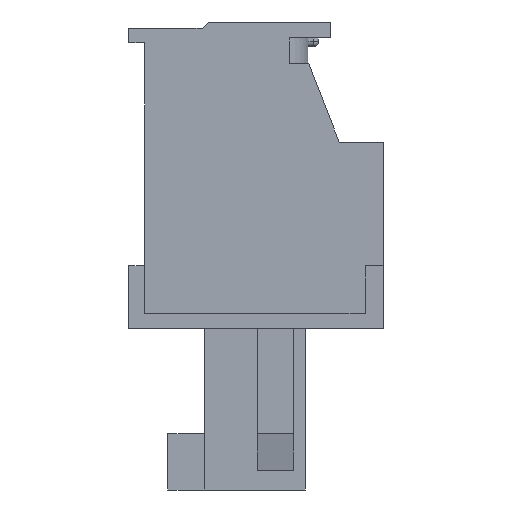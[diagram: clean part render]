
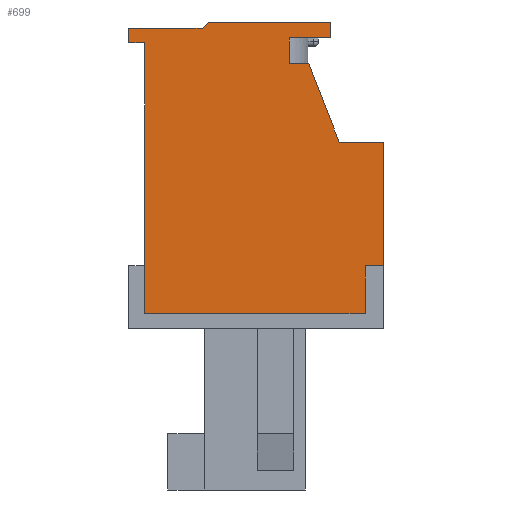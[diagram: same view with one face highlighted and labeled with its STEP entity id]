
A CAD part, left-side view. The second image highlights one B-rep face of the part: STEP entity #699.
In plain terms, the highlighted planar face has unit normal (-1, 0, 0).
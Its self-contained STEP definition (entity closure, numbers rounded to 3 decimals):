
#699 = ADVANCED_FACE( '', ( #1566 ), #1567, .T. );
#1566 = FACE_OUTER_BOUND( '', #2658, .T. );
#1567 = PLANE( '', #2659 );
#2658 = EDGE_LOOP( '', ( #4360, #4361, #4362, #4363, #4364, #4365, #4366, #4367, #4368, #4369, #4370, #4371, #4372, #4373, #4374, #4375 ) );
#2659 = AXIS2_PLACEMENT_3D( '', #4376, #4377, #4378 );
#4360 = ORIENTED_EDGE( '', *, *, #7232, .F. );
#4361 = ORIENTED_EDGE( '', *, *, #7233, .T. );
#4362 = ORIENTED_EDGE( '', *, *, #7055, .T. );
#4363 = ORIENTED_EDGE( '', *, *, #6802, .T. );
#4364 = ORIENTED_EDGE( '', *, *, #7039, .T. );
#4365 = ORIENTED_EDGE( '', *, *, #7234, .T. );
#4366 = ORIENTED_EDGE( '', *, *, #7235, .T. );
#4367 = ORIENTED_EDGE( '', *, *, #7236, .T. );
#4368 = ORIENTED_EDGE( '', *, *, #7229, .T. );
#4369 = ORIENTED_EDGE( '', *, *, #6784, .T. );
#4370 = ORIENTED_EDGE( '', *, *, #7237, .T. );
#4371 = ORIENTED_EDGE( '', *, *, #7205, .T. );
#4372 = ORIENTED_EDGE( '', *, *, #7238, .T. );
#4373 = ORIENTED_EDGE( '', *, *, #6723, .T. );
#4374 = ORIENTED_EDGE( '', *, *, #7239, .T. );
#4375 = ORIENTED_EDGE( '', *, *, #6788, .T. );
#4376 = CARTESIAN_POINT( '', ( -3.81, 0., 0. ) );
#4377 = DIRECTION( '', ( -1., 0., 0. ) );
#4378 = DIRECTION( '', ( 0., 0., 1. ) );
#6723 = EDGE_CURVE( '', #8038, #8036, #8039, .T. );
#6784 = EDGE_CURVE( '', #8150, #8148, #8151, .T. );
#6788 = EDGE_CURVE( '', #8156, #8157, #8158, .T. );
#6802 = EDGE_CURVE( '', #8180, #8181, #8182, .T. );
#7039 = EDGE_CURVE( '', #8181, #8592, #8593, .T. );
#7055 = EDGE_CURVE( '', #8620, #8180, #8621, .T. );
#7205 = EDGE_CURVE( '', #8853, #8851, #8854, .T. );
#7229 = EDGE_CURVE( '', #8891, #8150, #8892, .T. );
#7232 = EDGE_CURVE( '', #8895, #8157, #8896, .T. );
#7233 = EDGE_CURVE( '', #8895, #8620, #8897, .T. );
#7234 = EDGE_CURVE( '', #8592, #8898, #8899, .T. );
#7235 = EDGE_CURVE( '', #8898, #8900, #8901, .T. );
#7236 = EDGE_CURVE( '', #8900, #8891, #8902, .T. );
#7237 = EDGE_CURVE( '', #8148, #8853, #8903, .T. );
#7238 = EDGE_CURVE( '', #8851, #8038, #8904, .T. );
#7239 = EDGE_CURVE( '', #8036, #8156, #8905, .T. );
#8036 = VERTEX_POINT( '', #9958 );
#8038 = VERTEX_POINT( '', #9961 );
#8039 = LINE( '', #9962, #9963 );
#8148 = VERTEX_POINT( '', #10140 );
#8150 = VERTEX_POINT( '', #10143 );
#8151 = LINE( '', #10144, #10145 );
#8156 = VERTEX_POINT( '', #10152 );
#8157 = VERTEX_POINT( '', #10153 );
#8158 = LINE( '', #10154, #10155 );
#8180 = VERTEX_POINT( '', #10187 );
#8181 = VERTEX_POINT( '', #10188 );
#8182 = LINE( '', #10189, #10190 );
#8592 = VERTEX_POINT( '', #10794 );
#8593 = LINE( '', #10795, #10796 );
#8620 = VERTEX_POINT( '', #10828 );
#8621 = LINE( '', #10829, #10830 );
#8851 = VERTEX_POINT( '', #11181 );
#8853 = VERTEX_POINT( '', #11184 );
#8854 = LINE( '', #11185, #11186 );
#8891 = VERTEX_POINT( '', #11241 );
#8892 = LINE( '', #11242, #11243 );
#8895 = VERTEX_POINT( '', #11247 );
#8896 = LINE( '', #11248, #11249 );
#8897 = LINE( '', #11250, #11251 );
#8898 = VERTEX_POINT( '', #11252 );
#8899 = LINE( '', #11253, #11254 );
#8900 = VERTEX_POINT( '', #11255 );
#8901 = LINE( '', #11256, #11257 );
#8902 = LINE( '', #11258, #11259 );
#8903 = LINE( '', #11260, #11261 );
#8904 = LINE( '', #11262, #11263 );
#8905 = LINE( '', #11264, #11265 );
#9958 = CARTESIAN_POINT( '', ( -3.81, -5.25, 1.475 ) );
#9961 = CARTESIAN_POINT( '', ( -3.81, -5.25, -3.575 ) );
#9962 = CARTESIAN_POINT( '', ( -3.81, -5.25, -3.575 ) );
#9963 = VECTOR( '', #12742, 1000. );
#10140 = CARTESIAN_POINT( '', ( -3.81, 4.5, -5.525 ) );
#10143 = CARTESIAN_POINT( '', ( -3.81, 4.5, 5.525 ) );
#10144 = CARTESIAN_POINT( '', ( -3.81, 4.5, 5.525 ) );
#10145 = VECTOR( '', #12797, 1000. );
#10152 = CARTESIAN_POINT( '', ( -3.81, -3.45, 1.475 ) );
#10153 = CARTESIAN_POINT( '', ( -3.81, -2.2, 4.675 ) );
#10154 = CARTESIAN_POINT( '', ( -3.81, -3.45, 1.475 ) );
#10155 = VECTOR( '', #12800, 1000. );
#10187 = CARTESIAN_POINT( '', ( -3.81, -3.1, 5.725 ) );
#10188 = CARTESIAN_POINT( '', ( -3.81, -3.1, 6.375 ) );
#10189 = CARTESIAN_POINT( '', ( -3.81, -3.1, 5.725 ) );
#10190 = VECTOR( '', #12811, 1000. );
#10794 = CARTESIAN_POINT( '', ( -3.81, 1.9, 6.375 ) );
#10795 = CARTESIAN_POINT( '', ( -3.81, -3.1, 6.375 ) );
#10796 = VECTOR( '', #13069, 1000. );
#10828 = CARTESIAN_POINT( '', ( -3.81, -1.4, 5.725 ) );
#10829 = CARTESIAN_POINT( '', ( -3.81, -2.2, 5.725 ) );
#10830 = VECTOR( '', #13099, 1000. );
#11181 = CARTESIAN_POINT( '', ( -3.81, -4.5, -3.575 ) );
#11184 = CARTESIAN_POINT( '', ( -3.81, -4.5, -5.525 ) );
#11185 = CARTESIAN_POINT( '', ( -3.81, -4.5, -5.525 ) );
#11186 = VECTOR( '', #13249, 1000. );
#11241 = CARTESIAN_POINT( '', ( -3.81, 5.15, 5.525 ) );
#11242 = CARTESIAN_POINT( '', ( -3.81, 5.15, 5.525 ) );
#11243 = VECTOR( '', #13268, 1000. );
#11247 = CARTESIAN_POINT( '', ( -3.81, -1.4, 4.675 ) );
#11248 = CARTESIAN_POINT( '', ( -3.81, -1.4, 4.675 ) );
#11249 = VECTOR( '', #13270, 1000. );
#11250 = CARTESIAN_POINT( '', ( -3.81, -1.4, 4.675 ) );
#11251 = VECTOR( '', #13271, 1000. );
#11252 = CARTESIAN_POINT( '', ( -3.81, 2.153, 6.125 ) );
#11253 = CARTESIAN_POINT( '', ( -3.81, 1.9, 6.375 ) );
#11254 = VECTOR( '', #13272, 1000. );
#11255 = CARTESIAN_POINT( '', ( -3.81, 5.15, 6.125 ) );
#11256 = CARTESIAN_POINT( '', ( -3.81, 2.153, 6.125 ) );
#11257 = VECTOR( '', #13273, 1000. );
#11258 = CARTESIAN_POINT( '', ( -3.81, 5.15, 6.125 ) );
#11259 = VECTOR( '', #13274, 1000. );
#11260 = CARTESIAN_POINT( '', ( -3.81, 4.5, -5.525 ) );
#11261 = VECTOR( '', #13275, 1000. );
#11262 = CARTESIAN_POINT( '', ( -3.81, -4.5, -3.575 ) );
#11263 = VECTOR( '', #13276, 1000. );
#11264 = CARTESIAN_POINT( '', ( -3.81, -5.25, 1.475 ) );
#11265 = VECTOR( '', #13277, 1000. );
#12742 = DIRECTION( '', ( 0., 0., 1. ) );
#12797 = DIRECTION( '', ( 0., 0., -1. ) );
#12800 = DIRECTION( '', ( 0., 0.364, 0.931 ) );
#12811 = DIRECTION( '', ( 0., 0., 1. ) );
#13069 = DIRECTION( '', ( 0., 1., 0. ) );
#13099 = DIRECTION( '', ( 0., -1., 0. ) );
#13249 = DIRECTION( '', ( 0., 0., 1. ) );
#13268 = DIRECTION( '', ( 0., -1., 0. ) );
#13270 = DIRECTION( '', ( 0., -1., 0. ) );
#13271 = DIRECTION( '', ( 0., 0., 1. ) );
#13272 = DIRECTION( '', ( 0., 0.711, -0.704 ) );
#13273 = DIRECTION( '', ( 0., 1., 0. ) );
#13274 = DIRECTION( '', ( 0., 0., -1. ) );
#13275 = DIRECTION( '', ( 0., -1., 0. ) );
#13276 = DIRECTION( '', ( 0., -1., 0. ) );
#13277 = DIRECTION( '', ( 0., 1., 0. ) );
